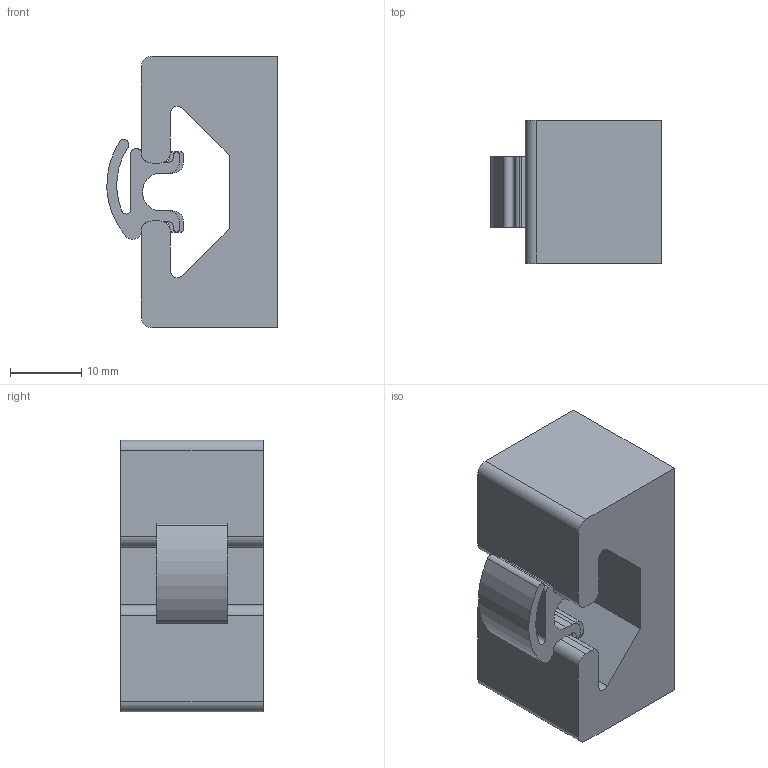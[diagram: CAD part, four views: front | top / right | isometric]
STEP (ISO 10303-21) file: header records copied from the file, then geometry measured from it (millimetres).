
FILE_DESCRIPTION(('FreeCAD Model'),'2;1');
FILE_NAME('Open CASCADE Shape Model','2024-01-13T13:41:48',(''),(''), 'Open CASCADE STEP processor 7.6','FreeCAD','Unknown');
FILE_SCHEMA(('AUTOMOTIVE_DESIGN { 1 0 10303 214 1 1 1 1 }'));
Length unit declared in the file: millimetre
Products named in the file (4): cable_management_clip_1515_v2; Clip-1515; Clip-Motedis-4040; 15 Series Extrusion Slot profile
Assembly tree (3 placements, depth 2):
  cable_management_clip_1515_v2
    Clip-1515
    Clip-Motedis-4040
    15 Series Extrusion Slot profile
Bounding box: 23.88 x 20 x 38.1 mm (x, y, z)
Volume: 12044.1 mm3; surface area: 5967.5 mm2
Topology: 3 solids, 3 shells, 94 faces, 264 edges, 176 vertices
Faces by surface type: plane 48, cylinder 46
Entity records: 3154 total; most frequent: DIRECTION 552, CARTESIAN_POINT 538, ORIENTED_EDGE 528, EDGE_CURVE 264, AXIS2_PLACEMENT_3D 190, VERTEX_POINT 176, LINE 172, VECTOR 172
